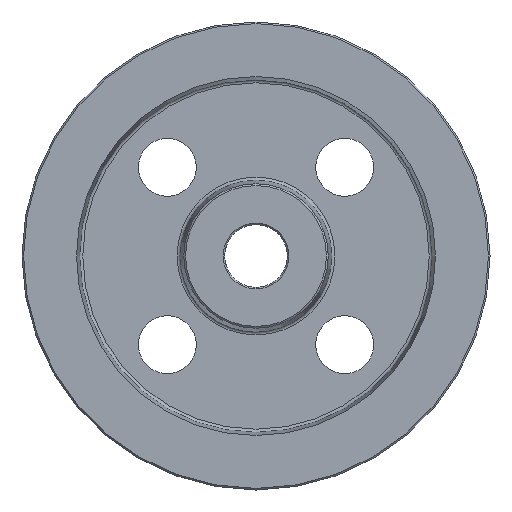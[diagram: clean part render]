
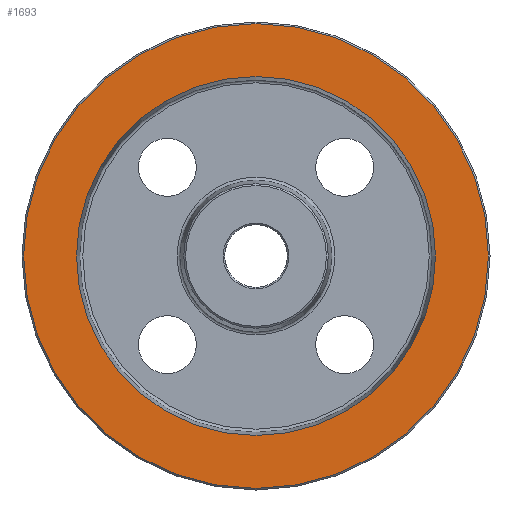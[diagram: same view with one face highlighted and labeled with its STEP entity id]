
A CAD part, left-side view. The second image highlights one B-rep face of the part: STEP entity #1693.
In plain terms, the highlighted planar face has unit normal (-1, 0, 0).
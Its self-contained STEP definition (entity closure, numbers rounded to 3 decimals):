
#130 = AXIS2_PLACEMENT_3D ( 'NONE', #413, #1499, #544 ) ;
#205 = FACE_OUTER_BOUND ( 'NONE', #929, .T. ) ;
#287 = DIRECTION ( 'NONE',  ( -1., 0., 0. ) ) ;
#288 = VERTEX_POINT ( 'NONE', #747 ) ;
#413 = CARTESIAN_POINT ( 'NONE',  ( 3.5, 114.5, 0. ) ) ;
#519 = EDGE_CURVE ( 'NONE', #288, #288, #807, .T. ) ;
#544 = DIRECTION ( 'NONE',  ( 0., 0., -1. ) ) ;
#733 = EDGE_CURVE ( 'NONE', #1434, #1434, #1020, .T. ) ;
#747 = CARTESIAN_POINT ( 'NONE',  ( 3.5, 0., 114.5 ) ) ;
#807 = CIRCLE ( 'NONE', #1151, 114.5 ) ;
#929 = EDGE_LOOP ( 'NONE', ( #1052 ) ) ;
#1001 = CARTESIAN_POINT ( 'NONE',  ( 3.5, 0., -148.25 ) ) ;
#1020 = CIRCLE ( 'NONE', #1674, 148.25 ) ;
#1043 = ORIENTED_EDGE ( 'NONE', *, *, #519, .F. ) ;
#1052 = ORIENTED_EDGE ( 'NONE', *, *, #733, .T. ) ;
#1151 = AXIS2_PLACEMENT_3D ( 'NONE', #1647, #287, #1525 ) ;
#1166 = DIRECTION ( 'NONE',  ( -1., 0., 0. ) ) ;
#1380 = PLANE ( 'NONE',  #130 ) ;
#1405 = EDGE_LOOP ( 'NONE', ( #1043 ) ) ;
#1434 = VERTEX_POINT ( 'NONE', #1001 ) ;
#1499 = DIRECTION ( 'NONE',  ( 1., 0., 0. ) ) ;
#1525 = DIRECTION ( 'NONE',  ( 0., 0., 1. ) ) ;
#1647 = CARTESIAN_POINT ( 'NONE',  ( 3.5, 0., 0. ) ) ;
#1674 = AXIS2_PLACEMENT_3D ( 'NONE', #1702, #1166, #1720 ) ;
#1693 = ADVANCED_FACE ( 'NONE', ( #205, #1756 ), #1380, .F. ) ;
#1702 = CARTESIAN_POINT ( 'NONE',  ( 3.5, 0., 0. ) ) ;
#1720 = DIRECTION ( 'NONE',  ( 0., 0., -1. ) ) ;
#1756 = FACE_BOUND ( 'NONE', #1405, .T. ) ;
